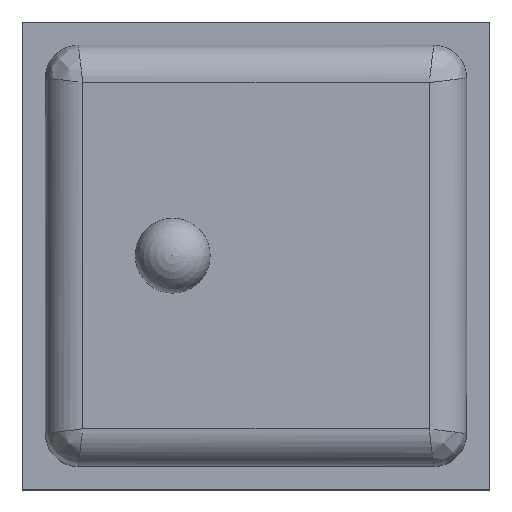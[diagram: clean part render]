
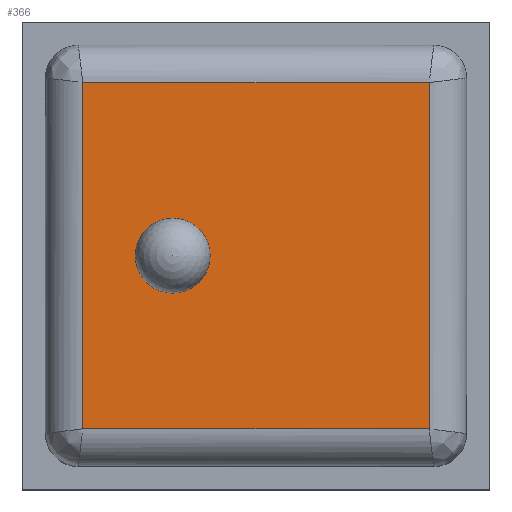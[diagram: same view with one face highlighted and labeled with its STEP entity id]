
A CAD part, top view. The second image highlights one B-rep face of the part: STEP entity #366.
In plain terms, the highlighted planar face has unit normal (0, 0, 1).
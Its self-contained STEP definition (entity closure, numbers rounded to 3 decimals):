
#22=FACE_BOUND('',#144,.T.);
#26=PLANE('',#402);
#35=LINE('',#651,#67);
#38=LINE('',#655,#70);
#40=LINE('',#658,#72);
#42=LINE('',#661,#74);
#67=VECTOR('',#445,3.7);
#70=VECTOR('',#450,3.7);
#72=VECTOR('',#454,3.7);
#74=VECTOR('',#458,3.7);
#119=FACE_OUTER_BOUND('',#143,.T.);
#143=EDGE_LOOP('',(#296,#297,#298,#299));
#144=EDGE_LOOP('',(#300));
#171=CIRCLE('',#403,0.4);
#176=VERTEX_POINT('',#554);
#179=VERTEX_POINT('',#585);
#182=VERTEX_POINT('',#616);
#185=VERTEX_POINT('',#647);
#191=VERTEX_POINT('',#681);
#215=EDGE_CURVE('',#176,#185,#35,.T.);
#218=EDGE_CURVE('',#185,#182,#38,.T.);
#220=EDGE_CURVE('',#182,#179,#40,.T.);
#222=EDGE_CURVE('',#179,#176,#42,.T.);
#232=EDGE_CURVE('',#191,#191,#171,.T.);
#296=ORIENTED_EDGE('',*,*,#215,.F.);
#297=ORIENTED_EDGE('',*,*,#222,.F.);
#298=ORIENTED_EDGE('',*,*,#220,.F.);
#299=ORIENTED_EDGE('',*,*,#218,.F.);
#300=ORIENTED_EDGE('',*,*,#232,.T.);
#366=ADVANCED_FACE('',(#119,#22),#26,.T.);
#402=AXIS2_PLACEMENT_3D('',#680,#478,#479);
#403=AXIS2_PLACEMENT_3D('',#682,#480,#481);
#445=DIRECTION('',(0.,1.,0.));
#450=DIRECTION('',(1.,0.,0.));
#454=DIRECTION('',(0.,-1.,0.));
#458=DIRECTION('',(-1.,0.,0.));
#478=DIRECTION('center_axis',(0.,0.,1.));
#479=DIRECTION('ref_axis',(1.,0.,0.));
#480=DIRECTION('center_axis',(0.,0.,-1.));
#481=DIRECTION('ref_axis',(0.,1.,0.));
#554=CARTESIAN_POINT('',(-1.85,-1.85,2.15));
#585=CARTESIAN_POINT('',(1.85,-1.85,2.15));
#616=CARTESIAN_POINT('',(1.85,1.85,2.15));
#647=CARTESIAN_POINT('',(-1.85,1.85,2.15));
#651=CARTESIAN_POINT('',(-1.85,1.125,2.15));
#655=CARTESIAN_POINT('',(1.125,1.85,2.15));
#658=CARTESIAN_POINT('',(1.85,-1.125,2.15));
#661=CARTESIAN_POINT('',(-1.125,-1.85,2.15));
#680=CARTESIAN_POINT('Origin',(0.,0.,2.15));
#681=CARTESIAN_POINT('',(-0.89,-0.4,2.15));
#682=CARTESIAN_POINT('Origin',(-0.89,0.,2.15));
